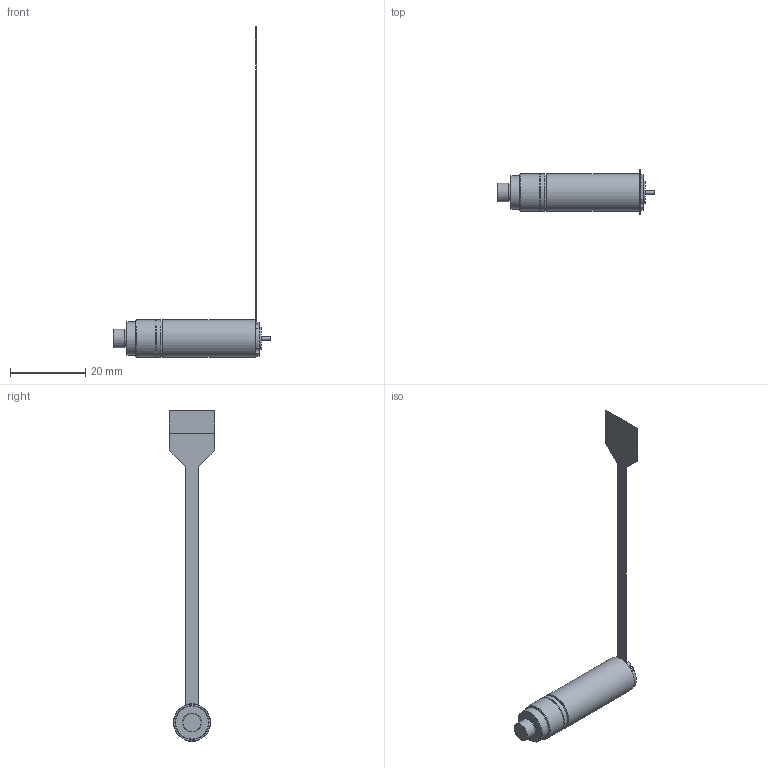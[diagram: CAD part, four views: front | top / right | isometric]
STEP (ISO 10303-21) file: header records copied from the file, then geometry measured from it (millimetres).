
FILE_DESCRIPTION(/* description */ (''),/* implementation_level */ '2;1');
FILE_NAME(/* name */ 'model_product_id164.stp',/* time_stamp */ '2016-07-20T14:07:32+02:00',/* author */ ('SD'),/* organization */ ('Micromotion GmbH Germany'),/* preprocessor_version */ 'ST-DEVELOPER v16.1',/* originating_system */ 'Autodesk Inventor 2016',/* authorisation */ '');
FILE_SCHEMA (('AUTOMOTIVE_DESIGN { 1 0 10303 214 3 1 1 }'));
Length unit declared in the file: millimetre
Products named in the file (1): MHD-10-160-P-M-SPM0066_Shrinkwrap_1
Bounding box: 41.95 x 12 x 88 mm (x, y, z)
Volume: 2876.6 mm3; surface area: 2183.6 mm2
Topology: 1 solids, 2 shells, 93 faces, 234 edges, 154 vertices
Faces by surface type: plane 60, cylinder 24, cone 5, torus 4
Full cylindrical faces by diameter (mm): 1 x1, 4.5 x1, 5 x2, 5.9 x1, 6 x1, 9 x1, 9.1 x1, 10 x3
Entity records: 2810 total; most frequent: DIRECTION 456, CARTESIAN_POINT 456, ORIENTED_EDGE 420, EDGE_CURVE 211, LINE 154, VECTOR 154, VERTEX_POINT 151, AXIS2_PLACEMENT_3D 151
